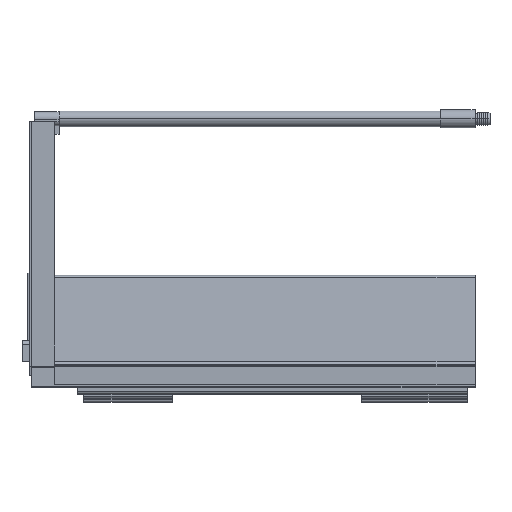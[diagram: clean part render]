
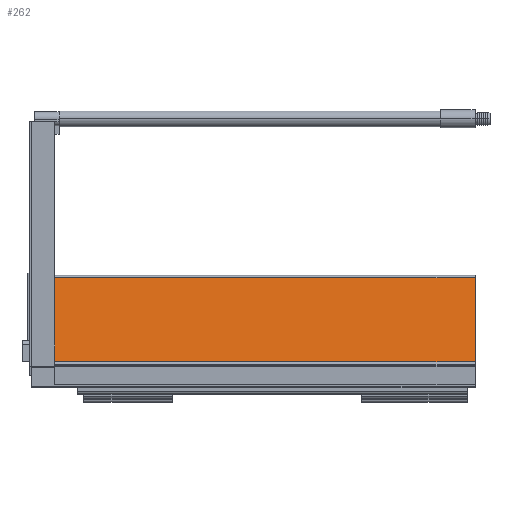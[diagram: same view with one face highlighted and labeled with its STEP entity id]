
A CAD part, top view. The second image highlights one B-rep face of the part: STEP entity #262.
In plain terms, the highlighted planar face has unit normal (0, 0.139, 0.99).
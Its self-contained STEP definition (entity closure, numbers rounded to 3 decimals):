
#184 = CARTESIAN_POINT ( 'NONE',  ( -323.5, 75.024, 25.028 ) ) ;
#262 = ADVANCED_FACE ( 'NONE', ( #1648 ), #5615, .T. ) ;
#1293 = VECTOR ( 'NONE', #9540, 1000. ) ;
#1648 = FACE_OUTER_BOUND ( 'NONE', #2224, .T. ) ;
#1713 = EDGE_CURVE ( 'NONE', #9940, #9705, #8692, .T. ) ;
#1802 = DIRECTION ( 'NONE',  ( 1., 0., 0. ) ) ;
#2158 = VERTEX_POINT ( 'NONE', #3882 ) ;
#2224 = EDGE_LOOP ( 'NONE', ( #2559, #2252, #12122, #11750 ) ) ;
#2252 = ORIENTED_EDGE ( 'NONE', *, *, #7208, .T. ) ;
#2559 = ORIENTED_EDGE ( 'NONE', *, *, #5978, .F. ) ;
#3134 = EDGE_CURVE ( 'NONE', #8058, #9940, #5606, .T. ) ;
#3882 = CARTESIAN_POINT ( 'NONE',  ( -323.5, 10.222, 34.135 ) ) ;
#5606 = LINE ( 'NONE', #6631, #1293 ) ;
#5615 = PLANE ( 'NONE',  #8769 ) ;
#5694 = CARTESIAN_POINT ( 'NONE',  ( 0., 75.024, 25.028 ) ) ;
#5706 = CARTESIAN_POINT ( 'NONE',  ( -323.5, 75.024, 25.028 ) ) ;
#5951 = VECTOR ( 'NONE', #11602, 1000. ) ;
#5978 = EDGE_CURVE ( 'NONE', #2158, #8058, #8537, .T. ) ;
#6084 = CARTESIAN_POINT ( 'NONE',  ( 0., 10.222, 34.135 ) ) ;
#6395 = LINE ( 'NONE', #6791, #12308 ) ;
#6631 = CARTESIAN_POINT ( 'NONE',  ( -343., 75.024, 25.028 ) ) ;
#6791 = CARTESIAN_POINT ( 'NONE',  ( 0., 10.222, 34.135 ) ) ;
#7208 = EDGE_CURVE ( 'NONE', #2158, #9705, #6395, .T. ) ;
#7627 = CARTESIAN_POINT ( 'NONE',  ( -343., 75.024, 25.028 ) ) ;
#7850 = CARTESIAN_POINT ( 'NONE',  ( 0., 75.024, 25.028 ) ) ;
#8058 = VERTEX_POINT ( 'NONE', #184 ) ;
#8537 = LINE ( 'NONE', #5706, #12191 ) ;
#8692 = LINE ( 'NONE', #7850, #5951 ) ;
#8769 = AXIS2_PLACEMENT_3D ( 'NONE', #7627, #11569, #9871 ) ;
#9540 = DIRECTION ( 'NONE',  ( 1., 0., 0. ) ) ;
#9705 = VERTEX_POINT ( 'NONE', #6084 ) ;
#9761 = DIRECTION ( 'NONE',  ( 0., 0.99, -0.139 ) ) ;
#9871 = DIRECTION ( 'NONE',  ( 0., -0.99, 0.139 ) ) ;
#9940 = VERTEX_POINT ( 'NONE', #5694 ) ;
#11569 = DIRECTION ( 'NONE',  ( 0., 0.139, 0.99 ) ) ;
#11602 = DIRECTION ( 'NONE',  ( 0., -0.99, 0.139 ) ) ;
#11750 = ORIENTED_EDGE ( 'NONE', *, *, #3134, .F. ) ;
#12122 = ORIENTED_EDGE ( 'NONE', *, *, #1713, .F. ) ;
#12191 = VECTOR ( 'NONE', #9761, 1000. ) ;
#12308 = VECTOR ( 'NONE', #1802, 1000. ) ;
